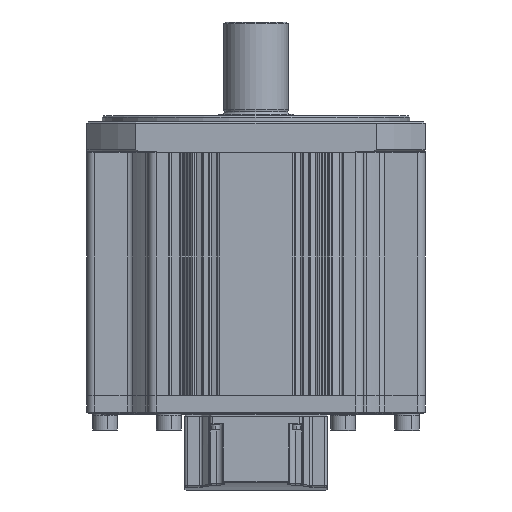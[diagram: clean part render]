
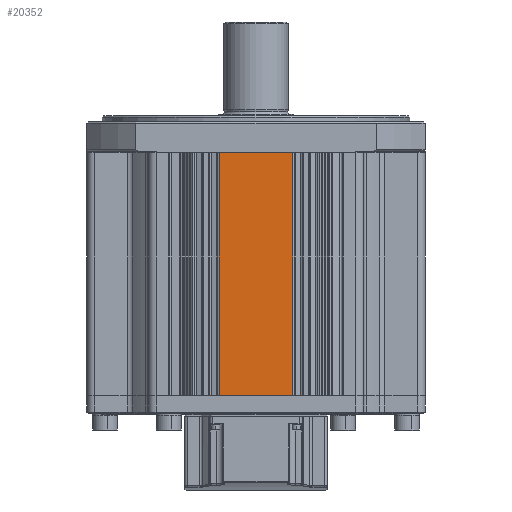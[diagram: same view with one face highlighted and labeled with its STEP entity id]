
A CAD part, front view. The second image highlights one B-rep face of the part: STEP entity #20352.
In plain terms, the highlighted planar face has unit normal (0, -1, 0).
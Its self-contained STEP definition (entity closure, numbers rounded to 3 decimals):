
#20352 = ADVANCED_FACE ( 'NONE', ( #56691 ), #56702, .F. ) ;
#46526 = DIRECTION ( 'NONE',  ( 0., 0., -1. ) ) ;
#46612 = LINE ( 'NONE', #46615, #77778 ) ;
#46615 = CARTESIAN_POINT ( 'NONE',  ( 24., -110., 0. ) ) ;
#46855 = LINE ( 'NONE', #46921, #77874 ) ;
#46921 = CARTESIAN_POINT ( 'NONE',  ( -24., -110., 0. ) ) ;
#46925 = DIRECTION ( 'NONE',  ( 0., 0., -1. ) ) ;
#50290 = CARTESIAN_POINT ( 'NONE',  ( -24., -110., 0. ) ) ;
#50349 = CARTESIAN_POINT ( 'NONE',  ( 24., -110., 0. ) ) ;
#50388 = CARTESIAN_POINT ( 'NONE',  ( -24., -110., -158. ) ) ;
#50429 = CARTESIAN_POINT ( 'NONE',  ( 24., -110., -158. ) ) ;
#56689 = DIRECTION ( 'NONE',  ( 0., 1., 0. ) ) ;
#56691 = FACE_OUTER_BOUND ( 'NONE', #93511, .T. ) ;
#56702 = PLANE ( 'NONE',  #65941 ) ;
#56703 = CARTESIAN_POINT ( 'NONE',  ( 6.427, -110., 0. ) ) ;
#56704 = DIRECTION ( 'NONE',  ( -1., 0., 0. ) ) ;
#58200 = ORIENTED_EDGE ( 'NONE', *, *, #60104, .T. ) ;
#58202 = ORIENTED_EDGE ( 'NONE', *, *, #60049, .F. ) ;
#58278 = ORIENTED_EDGE ( 'NONE', *, *, #62163, .T. ) ;
#58288 = ORIENTED_EDGE ( 'NONE', *, *, #62095, .F. ) ;
#60049 = EDGE_CURVE ( 'NONE', #91316, #91161, #71105, .T. ) ;
#60104 = EDGE_CURVE ( 'NONE', #91456, #91466, #71047, .T. ) ;
#62095 = EDGE_CURVE ( 'NONE', #91161, #91466, #46612, .T. ) ;
#62163 = EDGE_CURVE ( 'NONE', #91316, #91456, #46855, .T. ) ;
#64545 = VECTOR ( 'NONE', #71045, 1000. ) ;
#64550 = VECTOR ( 'NONE', #71077, 1000. ) ;
#65941 = AXIS2_PLACEMENT_3D ( 'NONE', #56703, #56689, #56704 ) ;
#71045 = DIRECTION ( 'NONE',  ( 1., 0., 0. ) ) ;
#71047 = LINE ( 'NONE', #71107, #64550 ) ;
#71069 = CARTESIAN_POINT ( 'NONE',  ( 6.427, -110., 0. ) ) ;
#71077 = DIRECTION ( 'NONE',  ( 1., 0., 0. ) ) ;
#71105 = LINE ( 'NONE', #71069, #64545 ) ;
#71107 = CARTESIAN_POINT ( 'NONE',  ( 6.427, -110., -158. ) ) ;
#77778 = VECTOR ( 'NONE', #46526, 1000. ) ;
#77874 = VECTOR ( 'NONE', #46925, 1000. ) ;
#91161 = VERTEX_POINT ( 'NONE', #50349 ) ;
#91316 = VERTEX_POINT ( 'NONE', #50290 ) ;
#91456 = VERTEX_POINT ( 'NONE', #50388 ) ;
#91466 = VERTEX_POINT ( 'NONE', #50429 ) ;
#93511 = EDGE_LOOP ( 'NONE', ( #58200, #58288, #58202, #58278 ) ) ;
